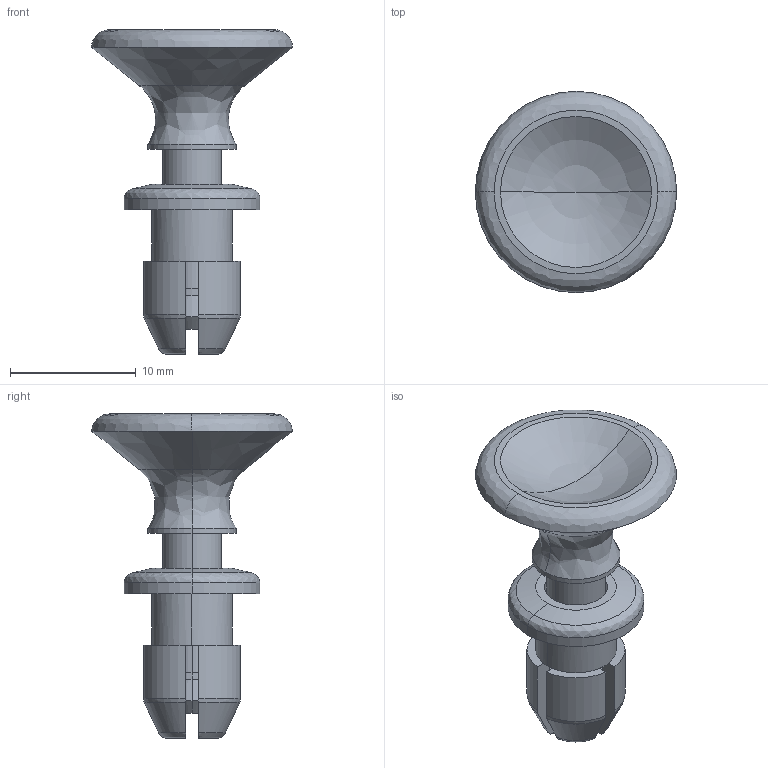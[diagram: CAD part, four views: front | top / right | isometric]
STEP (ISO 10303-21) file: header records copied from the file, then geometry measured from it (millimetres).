
FILE_DESCRIPTION( (''), '2;1');
FILE_NAME ('PC006.5348.TL_H322_4_1_001_23903.stp','2022-10-03T18:07:15',(''),(''),'spGate 18.9.1 (****-****-****-****)','','');
FILE_SCHEMA (('AUTOMOTIVE_DESIGN'));
Length unit declared in the file: millimetre
Products named in the file (3): Assembly; grommet; plunger
Assembly tree (2 placements, depth 2):
  Assembly
    grommet
    plunger
Bounding box: 16 x 16 x 25.8 mm (x, y, z)
Volume: 1213.5 mm3; surface area: 1474.6 mm2
Topology: 2 solids, 2 shells, 83 faces, 204 edges, 127 vertices
Faces by surface type: bspline 32, plane 27, cylinder 22, sphere 2
Entity records: 4392 total; most frequent: CARTESIAN_POINT 932, ORIENTED_EDGE 404, DIRECTION 342, COLOUR_RGB 287, PRESENTATION_STYLE_ASSIGNMENT 287, STYLED_ITEM 287, EDGE_CURVE 202, DRAUGHTING_PRE_DEFINED_CURVE_FONT 202
